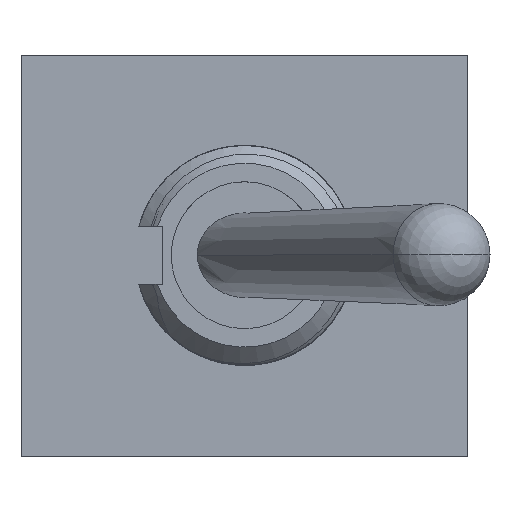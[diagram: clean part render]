
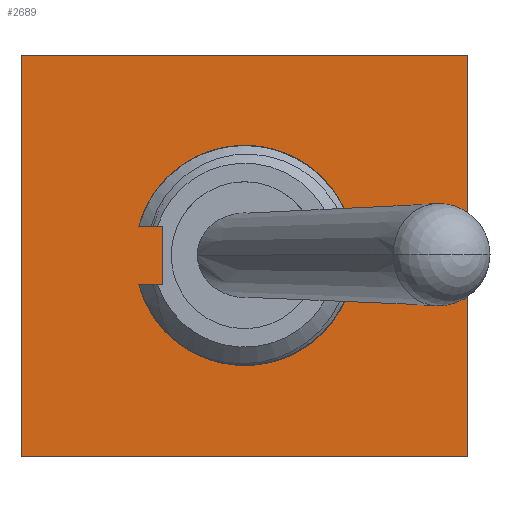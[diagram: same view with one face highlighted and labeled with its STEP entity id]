
A CAD part, top view. The second image highlights one B-rep face of the part: STEP entity #2689.
In plain terms, the highlighted planar face has unit normal (0, 0, 1).
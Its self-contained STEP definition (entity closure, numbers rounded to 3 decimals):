
#2=DIRECTION('',(0.,-1.,0.));
#3=VECTOR('',#2,11.43);
#4=CARTESIAN_POINT('',(-6.35,5.715,0.));
#5=LINE('',#4,#3);
#6=DIRECTION('',(-1.,0.,0.));
#7=VECTOR('',#6,12.7);
#8=CARTESIAN_POINT('',(6.35,5.715,0.));
#9=LINE('',#8,#7);
#10=DIRECTION('',(0.,1.,0.));
#11=VECTOR('',#10,11.43);
#12=CARTESIAN_POINT('',(6.35,-5.715,0.));
#13=LINE('',#12,#11);
#14=DIRECTION('',(1.,0.,0.));
#15=VECTOR('',#14,12.7);
#16=CARTESIAN_POINT('',(-6.35,-5.715,0.));
#17=LINE('',#16,#15);
#18=DIRECTION('',(-1.,0.,0.));
#19=VECTOR('',#18,0.677);
#20=CARTESIAN_POINT('',(-2.344,0.826,0.));
#21=LINE('',#20,#19);
#22=DIRECTION('',(0.,1.,0.));
#23=VECTOR('',#22,1.651);
#24=CARTESIAN_POINT('',(-2.344,-0.826,0.));
#25=LINE('',#24,#23);
#26=DIRECTION('',(1.,0.,0.));
#27=VECTOR('',#26,0.677);
#28=CARTESIAN_POINT('',(-3.02,-0.826,0.));
#29=LINE('',#28,#27);
#30=CARTESIAN_POINT('',(0.,0.,0.));
#31=DIRECTION('',(0.,0.,-1.));
#32=DIRECTION('',(-0.771,0.637,0.));
#33=AXIS2_PLACEMENT_3D('',#30,#31,#32);
#599=CARTESIAN_POINT('',(0.,0.,0.));
#600=DIRECTION('',(0.,0.,-1.));
#601=DIRECTION('',(-0.965,0.264,0.));
#602=AXIS2_PLACEMENT_3D('',#599,#600,#601);
#1057=CARTESIAN_POINT('',(-2.413,1.996,0.));
#1822=CARTESIAN_POINT('',(0.,0.,0.));
#1823=DIRECTION('',(0.,0.,-1.));
#1824=DIRECTION('',(1.,0.,0.));
#1825=AXIS2_PLACEMENT_3D('',#1822,#1823,#1824);
#2305=CARTESIAN_POINT('',(-6.35,5.715,0.));
#2306=CARTESIAN_POINT('',(-6.35,-5.715,0.));
#2307=VERTEX_POINT('',#2305);
#2308=VERTEX_POINT('',#2306);
#2309=CARTESIAN_POINT('',(6.35,-5.715,0.));
#2310=VERTEX_POINT('',#2309);
#2311=CARTESIAN_POINT('',(6.35,5.715,0.));
#2312=VERTEX_POINT('',#2311);
#2518=CARTESIAN_POINT('',(3.131,0.,0.));
#2520=VERTEX_POINT('',#2518);
#2525=VERTEX_POINT('',#1057);
#2546=CARTESIAN_POINT('',(-2.344,-0.826,0.));
#2547=CARTESIAN_POINT('',(-2.344,0.826,0.));
#2548=VERTEX_POINT('',#2546);
#2549=VERTEX_POINT('',#2547);
#2591=CARTESIAN_POINT('',(-3.02,-0.826,0.));
#2593=VERTEX_POINT('',#2591);
#2595=CARTESIAN_POINT('',(-3.02,0.826,0.));
#2597=VERTEX_POINT('',#2595);
#2660=CARTESIAN_POINT('',(0.,0.,0.));
#2661=DIRECTION('',(0.,0.,1.));
#2662=DIRECTION('',(1.,0.,0.));
#2663=AXIS2_PLACEMENT_3D('',#2660,#2661,#2662);
#2664=PLANE('',#2663);
#2666=ORIENTED_EDGE('',*,*,#2665,.F.);
#2668=ORIENTED_EDGE('',*,*,#2667,.F.);
#2670=ORIENTED_EDGE('',*,*,#2669,.F.);
#2672=ORIENTED_EDGE('',*,*,#2671,.F.);
#2673=EDGE_LOOP('',(#2666,#2668,#2670,#2672));
#2674=FACE_OUTER_BOUND('',#2673,.F.);
#2676=ORIENTED_EDGE('',*,*,#2675,.F.);
#2678=ORIENTED_EDGE('',*,*,#2677,.F.);
#2680=ORIENTED_EDGE('',*,*,#2679,.F.);
#2682=ORIENTED_EDGE('',*,*,#2681,.F.);
#2684=ORIENTED_EDGE('',*,*,#2683,.F.);
#2686=ORIENTED_EDGE('',*,*,#2685,.F.);
#2687=EDGE_LOOP('',(#2676,#2678,#2680,#2682,#2684,#2686));
#2688=FACE_BOUND('',#2687,.F.);
#34=CIRCLE('',#33,3.131);
#603=CIRCLE('',#602,3.131);
#1826=CIRCLE('',#1825,3.131);
#2665=EDGE_CURVE('',#2307,#2308,#5,.T.);
#2667=EDGE_CURVE('',#2312,#2307,#9,.T.);
#2669=EDGE_CURVE('',#2310,#2312,#13,.T.);
#2671=EDGE_CURVE('',#2308,#2310,#17,.T.);
#2675=EDGE_CURVE('',#2597,#2525,#603,.T.);
#2677=EDGE_CURVE('',#2549,#2597,#21,.T.);
#2679=EDGE_CURVE('',#2548,#2549,#25,.T.);
#2681=EDGE_CURVE('',#2593,#2548,#29,.T.);
#2683=EDGE_CURVE('',#2520,#2593,#1826,.T.);
#2685=EDGE_CURVE('',#2525,#2520,#34,.T.);
#2689=ADVANCED_FACE('',(#2674,#2688),#2664,.T.);
